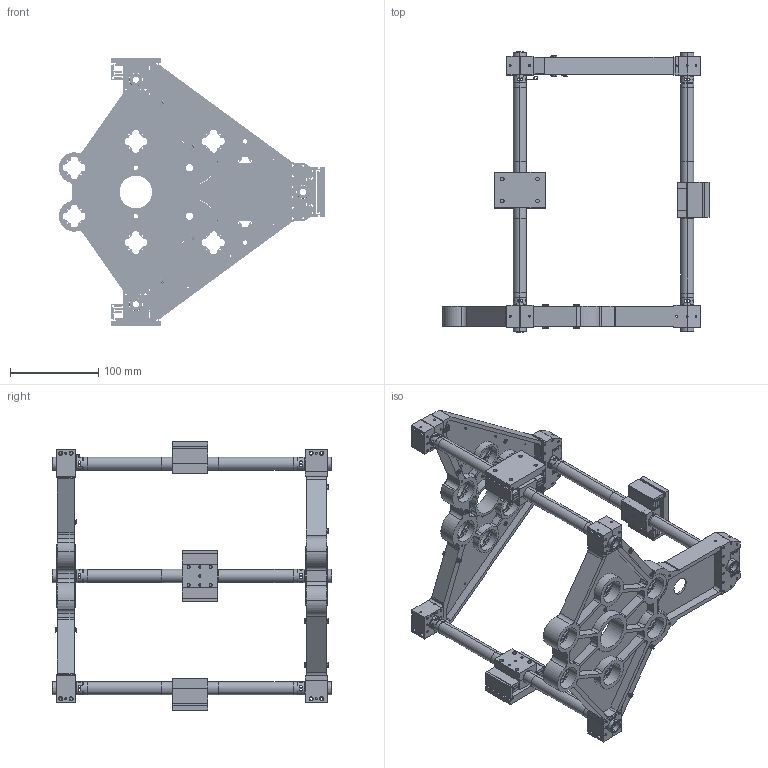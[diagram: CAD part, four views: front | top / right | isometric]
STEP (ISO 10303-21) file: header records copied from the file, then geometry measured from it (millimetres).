
FILE_DESCRIPTION (( 'STEP AP203' ), '1' );
FILE_NAME ('00221700_schematic.STEP', '2021-11-29T13:47:12', ( 'uesrf' ), ( '' ), 'SwSTEP 2.0', 'SolidWorks 2019', '' );
FILE_SCHEMA (( 'CONFIG_CONTROL_DESIGN' ));
Products named in the file (1): 00221700_schematic
Bounding box: 302.5 x 317.5 x 305 mm (x, y, z)
Volume: 808953.2 mm3; surface area: 458812.7 mm2
Topology: 36 solids, 36 shells, 3763 faces, 10879 edges, 7156 vertices
Faces by surface type: cylinder 2303, plane 1316, cone 96, torus 48
Entity records: 133194 total; most frequent: CARTESIAN_POINT 31047, DIRECTION 21869, ORIENTED_EDGE 21670, EDGE_CURVE 10835, AXIS2_PLACEMENT_3D 8272, VERTEX_POINT 7156, VECTOR 5325, LINE 5325
